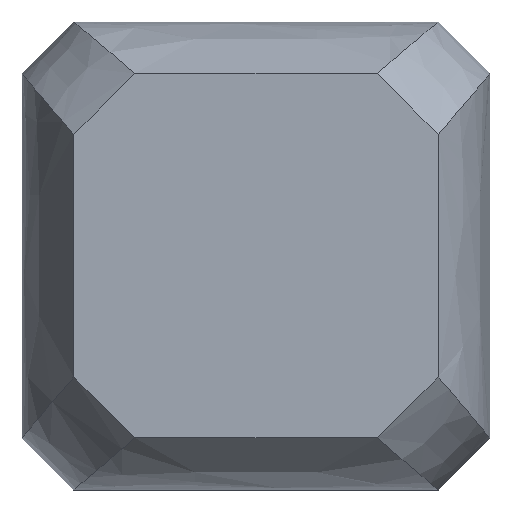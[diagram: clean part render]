
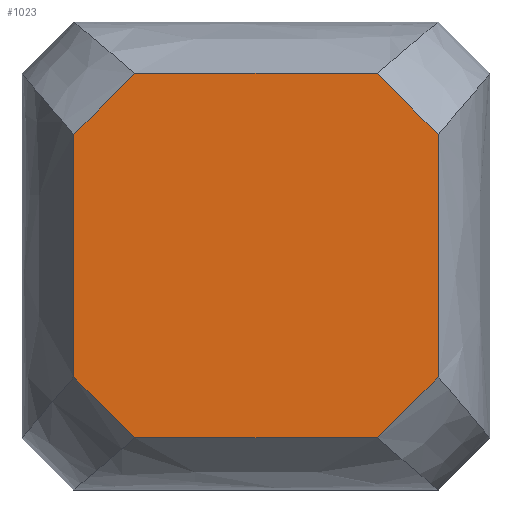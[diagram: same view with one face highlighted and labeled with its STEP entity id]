
A CAD part, top view. The second image highlights one B-rep face of the part: STEP entity #1023.
In plain terms, the highlighted planar face has unit normal (0, 0, 1).
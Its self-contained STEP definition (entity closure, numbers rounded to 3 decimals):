
#41=B_SPLINE_CURVE_WITH_KNOTS('',3,(#1438,#1439,#1440,#1441,#1442,#1443),
 .UNSPECIFIED.,.F.,.F.,(4,2,4),(0.,0.167,0.335),
 .UNSPECIFIED.);
#46=B_SPLINE_CURVE_WITH_KNOTS('',3,(#1516,#1517,#1518,#1519,#1520,#1521),
 .UNSPECIFIED.,.F.,.F.,(4,2,4),(0.,0.167,0.335),
 .UNSPECIFIED.);
#49=B_SPLINE_CURVE_WITH_KNOTS('',3,(#1552,#1553,#1554,#1555,#1556,#1557),
 .UNSPECIFIED.,.F.,.F.,(4,2,4),(-1.502,-1.031,-0.559),
 .UNSPECIFIED.);
#50=B_SPLINE_CURVE_WITH_KNOTS('',3,(#1560,#1561,#1562,#1563,#1564,#1565),
 .UNSPECIFIED.,.F.,.F.,(4,2,4),(0.559,1.031,1.502),
 .UNSPECIFIED.);
#51=B_SPLINE_CURVE_WITH_KNOTS('',3,(#1567,#1568,#1569,#1570,#1571,#1572),
 .UNSPECIFIED.,.F.,.F.,(4,2,4),(0.,0.167,0.335),
 .UNSPECIFIED.);
#52=B_SPLINE_CURVE_WITH_KNOTS('',3,(#1574,#1575,#1576,#1577,#1578,#1579),
 .UNSPECIFIED.,.F.,.F.,(4,2,4),(-1.502,-1.031,-0.559),
 .UNSPECIFIED.);
#53=B_SPLINE_CURVE_WITH_KNOTS('',3,(#1581,#1582,#1583,#1584,#1585,#1586),
 .UNSPECIFIED.,.F.,.F.,(4,2,4),(0.,0.167,0.335),
 .UNSPECIFIED.);
#54=B_SPLINE_CURVE_WITH_KNOTS('',3,(#1587,#1588,#1589,#1590,#1591,#1592),
 .UNSPECIFIED.,.F.,.F.,(4,2,4),(-1.502,-1.031,-0.559),
 .UNSPECIFIED.);
#77=FACE_OUTER_BOUND('',#137,.T.);
#137=EDGE_LOOP('',(#710,#711,#712,#713,#714,#715,#716,#717));
#428=VERTEX_POINT('',#1436);
#429=VERTEX_POINT('',#1437);
#443=VERTEX_POINT('',#1514);
#444=VERTEX_POINT('',#1515);
#445=VERTEX_POINT('',#1559);
#446=VERTEX_POINT('',#1566);
#447=VERTEX_POINT('',#1573);
#448=VERTEX_POINT('',#1580);
#524=EDGE_CURVE('',#428,#429,#41,.T.);
#544=EDGE_CURVE('',#443,#444,#46,.T.);
#547=EDGE_CURVE('',#428,#444,#49,.T.);
#548=EDGE_CURVE('',#445,#443,#50,.T.);
#549=EDGE_CURVE('',#446,#445,#51,.T.);
#550=EDGE_CURVE('',#446,#447,#52,.T.);
#551=EDGE_CURVE('',#448,#447,#53,.T.);
#552=EDGE_CURVE('',#448,#429,#54,.T.);
#710=ORIENTED_EDGE('',*,*,#524,.F.);
#711=ORIENTED_EDGE('',*,*,#547,.T.);
#712=ORIENTED_EDGE('',*,*,#544,.F.);
#713=ORIENTED_EDGE('',*,*,#548,.F.);
#714=ORIENTED_EDGE('',*,*,#549,.F.);
#715=ORIENTED_EDGE('',*,*,#550,.T.);
#716=ORIENTED_EDGE('',*,*,#551,.F.);
#717=ORIENTED_EDGE('',*,*,#552,.T.);
#975=PLANE('',#1094);
#1023=ADVANCED_FACE('',(#77),#975,.T.);
#1094=AXIS2_PLACEMENT_3D('',#1558,#1187,#1188);
#1187=DIRECTION('center_axis',(0.,0.,
1.));
#1188=DIRECTION('ref_axis',(1.,0.,0.));
#1436=CARTESIAN_POINT('',(5.282,-21.304,9.042));
#1437=CARTESIAN_POINT('',(2.913,-18.935,9.042));
#1438=CARTESIAN_POINT('Ctrl Pts',(5.282,-21.304,9.042));
#1439=CARTESIAN_POINT('Ctrl Pts',(4.887,-20.909,9.042));
#1440=CARTESIAN_POINT('Ctrl Pts',(4.492,-20.514,9.042));
#1441=CARTESIAN_POINT('Ctrl Pts',(3.703,-19.725,9.042));
#1442=CARTESIAN_POINT('Ctrl Pts',(3.308,-19.33,9.042));
#1443=CARTESIAN_POINT('Ctrl Pts',(2.913,-18.935,9.042));
#1514=CARTESIAN_POINT('',(17.087,-18.935,9.042));
#1515=CARTESIAN_POINT('',(14.718,-21.304,9.042));
#1516=CARTESIAN_POINT('Ctrl Pts',(17.087,-18.935,9.042));
#1517=CARTESIAN_POINT('Ctrl Pts',(16.692,-19.33,9.042));
#1518=CARTESIAN_POINT('Ctrl Pts',(16.297,-19.725,9.042));
#1519=CARTESIAN_POINT('Ctrl Pts',(15.508,-20.514,9.042));
#1520=CARTESIAN_POINT('Ctrl Pts',(15.113,-20.909,9.042));
#1521=CARTESIAN_POINT('Ctrl Pts',(14.718,-21.304,9.042));
#1552=CARTESIAN_POINT('Ctrl Pts',(5.282,-21.304,9.042));
#1553=CARTESIAN_POINT('Ctrl Pts',(6.855,-21.304,9.042));
#1554=CARTESIAN_POINT('Ctrl Pts',(8.427,-21.304,9.042));
#1555=CARTESIAN_POINT('Ctrl Pts',(11.573,-21.304,9.042));
#1556=CARTESIAN_POINT('Ctrl Pts',(13.145,-21.304,9.042));
#1557=CARTESIAN_POINT('Ctrl Pts',(14.718,-21.304,9.042));
#1558=CARTESIAN_POINT('Origin',(10.,-14.217,9.042));
#1559=CARTESIAN_POINT('',(17.087,-9.499,9.042));
#1560=CARTESIAN_POINT('Ctrl Pts',(17.087,-9.499,9.042));
#1561=CARTESIAN_POINT('Ctrl Pts',(17.087,-11.072,9.042));
#1562=CARTESIAN_POINT('Ctrl Pts',(17.087,-12.644,9.042));
#1563=CARTESIAN_POINT('Ctrl Pts',(17.087,-15.79,9.042));
#1564=CARTESIAN_POINT('Ctrl Pts',(17.087,-17.362,9.042));
#1565=CARTESIAN_POINT('Ctrl Pts',(17.087,-18.935,9.042));
#1566=CARTESIAN_POINT('',(14.718,-7.13,9.042));
#1567=CARTESIAN_POINT('Ctrl Pts',(14.718,-7.13,9.042));
#1568=CARTESIAN_POINT('Ctrl Pts',(15.113,-7.525,9.042));
#1569=CARTESIAN_POINT('Ctrl Pts',(15.508,-7.92,9.042));
#1570=CARTESIAN_POINT('Ctrl Pts',(16.297,-8.709,9.042));
#1571=CARTESIAN_POINT('Ctrl Pts',(16.692,-9.104,9.042));
#1572=CARTESIAN_POINT('Ctrl Pts',(17.087,-9.499,9.042));
#1573=CARTESIAN_POINT('',(5.282,-7.13,9.042));
#1574=CARTESIAN_POINT('Ctrl Pts',(14.718,-7.13,9.042));
#1575=CARTESIAN_POINT('Ctrl Pts',(13.145,-7.13,9.042));
#1576=CARTESIAN_POINT('Ctrl Pts',(11.573,-7.13,9.042));
#1577=CARTESIAN_POINT('Ctrl Pts',(8.427,-7.13,9.042));
#1578=CARTESIAN_POINT('Ctrl Pts',(6.855,-7.13,9.042));
#1579=CARTESIAN_POINT('Ctrl Pts',(5.282,-7.13,9.042));
#1580=CARTESIAN_POINT('',(2.913,-9.499,9.042));
#1581=CARTESIAN_POINT('Ctrl Pts',(2.913,-9.499,9.042));
#1582=CARTESIAN_POINT('Ctrl Pts',(3.308,-9.104,9.042));
#1583=CARTESIAN_POINT('Ctrl Pts',(3.703,-8.709,9.042));
#1584=CARTESIAN_POINT('Ctrl Pts',(4.492,-7.92,9.042));
#1585=CARTESIAN_POINT('Ctrl Pts',(4.887,-7.525,9.042));
#1586=CARTESIAN_POINT('Ctrl Pts',(5.282,-7.13,9.042));
#1587=CARTESIAN_POINT('Ctrl Pts',(2.913,-9.499,9.042));
#1588=CARTESIAN_POINT('Ctrl Pts',(2.913,-11.072,9.042));
#1589=CARTESIAN_POINT('Ctrl Pts',(2.913,-12.644,9.042));
#1590=CARTESIAN_POINT('Ctrl Pts',(2.913,-15.79,9.042));
#1591=CARTESIAN_POINT('Ctrl Pts',(2.913,-17.362,9.042));
#1592=CARTESIAN_POINT('Ctrl Pts',(2.913,-18.935,9.042));
